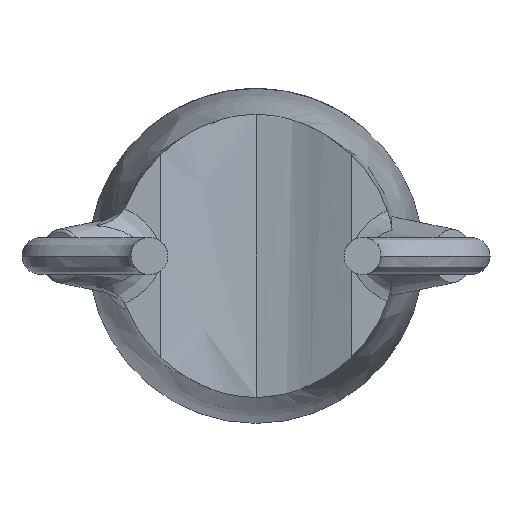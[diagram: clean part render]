
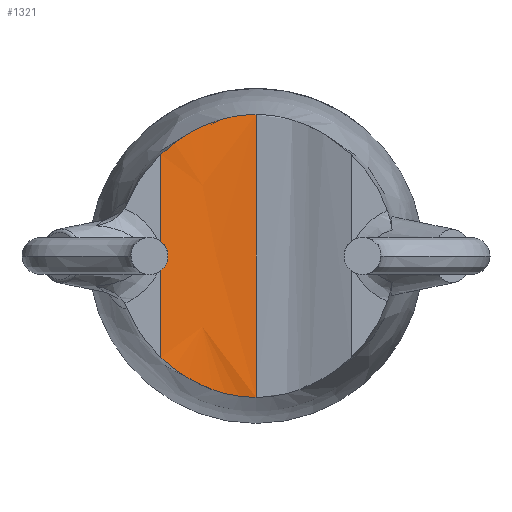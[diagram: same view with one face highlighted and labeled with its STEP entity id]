
A CAD part, front view. The second image highlights one B-rep face of the part: STEP entity #1321.
In plain terms, the highlighted free-form (B-spline) face has degree [3, 1] with [4, 2] control points.
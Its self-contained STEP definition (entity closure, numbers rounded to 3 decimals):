
#242 = VERTEX_POINT ( 'NONE', #672 ) ;
#444 = CARTESIAN_POINT ( 'NONE',  ( 0., 0.382, -2.112 ) ) ;
#484 = CARTESIAN_POINT ( 'NONE',  ( -1.42, 0., 1.516 ) ) ;
#643 = CARTESIAN_POINT ( 'NONE',  ( -0.66, 0.289, -1.997 ) ) ;
#672 = CARTESIAN_POINT ( 'NONE',  ( -1.42, 0., -1.516 ) ) ;
#710 = FACE_OUTER_BOUND ( 'NONE', #817, .T. ) ;
#804 = CARTESIAN_POINT ( 'NONE',  ( 0., 0.382, -2.137 ) ) ;
#817 = EDGE_LOOP ( 'NONE', ( #1219, #2786, #2287, #4618, #1026 ) ) ;
#1026 = ORIENTED_EDGE ( 'NONE', *, *, #5639, .F. ) ;
#1042 = LINE ( 'NONE', #4177, #2357 ) ;
#1219 = ORIENTED_EDGE ( 'NONE', *, *, #4748, .F. ) ;
#1300 = CARTESIAN_POINT ( 'NONE',  ( -0.663, 0.288, 1.996 ) ) ;
#1321 = ADVANCED_FACE ( 'NONE', ( #710 ), #4544, .F. ) ;
#1554 = VECTOR ( 'NONE', #5397, 1000. ) ;
#1603 = B_SPLINE_CURVE_WITH_KNOTS ( 'NONE', 3,
 ( #4636, #2888, #2449, #2420, #643, #3351, #3830, #4729, #5207, #5664 ),
 .UNSPECIFIED., .F., .F.,
 ( 4, 2, 2, 2, 4 ),
 ( 0., 0., 0.001, 0.001, 0.002 ),
 .UNSPECIFIED. ) ;
#1653 = CARTESIAN_POINT ( 'NONE',  ( 0., 0.382, 2.112 ) ) ;
#1756 = CARTESIAN_POINT ( 'NONE',  ( -1.219, 0.05, 1.691 ) ) ;
#1839 = DIRECTION ( 'NONE',  ( 0., 0., 1. ) ) ;
#2287 = ORIENTED_EDGE ( 'NONE', *, *, #2714, .F. ) ;
#2293 = DIRECTION ( 'NONE',  ( 0., 0., 1. ) ) ;
#2332 = VERTEX_POINT ( 'NONE', #5556 ) ;
#2357 = VECTOR ( 'NONE', #2293, 1000. ) ;
#2420 = CARTESIAN_POINT ( 'NONE',  ( -0.534, 0.328, -2.04 ) ) ;
#2449 = CARTESIAN_POINT ( 'NONE',  ( -0.272, 0.373, -2.097 ) ) ;
#2537 = CARTESIAN_POINT ( 'NONE',  ( -1.42, 0., 1.516 ) ) ;
#2538 = EDGE_CURVE ( 'NONE', #242, #2332, #4997, .T. ) ;
#2623 = CARTESIAN_POINT ( 'NONE',  ( -0.138, 0.382, 2.112 ) ) ;
#2687 = EDGE_CURVE ( 'NONE', #4929, #4468, #2798, .T. ) ;
#2703 = CARTESIAN_POINT ( 'NONE',  ( -1.42, 0., -2.5 ) ) ;
#2714 = EDGE_CURVE ( 'NONE', #4929, #242, #1603, .T. ) ;
#2786 = ORIENTED_EDGE ( 'NONE', *, *, #2538, .F. ) ;
#2798 = LINE ( 'NONE', #5055, #5334 ) ;
#2804 = CARTESIAN_POINT ( 'NONE',  ( -0.771, 0.38, -2.137 ) ) ;
#2888 = CARTESIAN_POINT ( 'NONE',  ( -0.138, 0.382, -2.112 ) ) ;
#3351 = CARTESIAN_POINT ( 'NONE',  ( -0.893, 0.193, -1.894 ) ) ;
#3627 = CARTESIAN_POINT ( 'NONE',  ( -0.894, 0.192, 1.893 ) ) ;
#3775 = CARTESIAN_POINT ( 'NONE',  ( -1.42, 0., 2.137 ) ) ;
#3830 = CARTESIAN_POINT ( 'NONE',  ( -1.002, 0.138, -1.834 ) ) ;
#3977 = B_SPLINE_CURVE_WITH_KNOTS ( 'NONE', 3,
 ( #2537, #5381, #1756, #4979, #3627, #1300, #5464, #4501, #2623, #5898 ),
 .UNSPECIFIED., .F., .F.,
 ( 4, 2, 2, 2, 4 ),
 ( 0., 0., 0.001, 0.001, 0.002 ),
 .UNSPECIFIED. ) ;
#4128 = CARTESIAN_POINT ( 'NONE',  ( -0.892, 0.107, -2.137 ) ) ;
#4177 = CARTESIAN_POINT ( 'NONE',  ( -1.42, 0., -2.5 ) ) ;
#4186 = CARTESIAN_POINT ( 'NONE',  ( 0., 0.382, 2.137 ) ) ;
#4247 = CARTESIAN_POINT ( 'NONE',  ( -1.42, 0., -2.137 ) ) ;
#4468 = VERTEX_POINT ( 'NONE', #1653 ) ;
#4501 = CARTESIAN_POINT ( 'NONE',  ( -0.274, 0.373, 2.097 ) ) ;
#4544 = B_SPLINE_SURFACE_WITH_KNOTS ( 'NONE', 3, 1, ( 
 ( #804, #4186 ),
 ( #2804, #5612 ),
 ( #4128, #5980 ),
 ( #4247, #3775 ) ),
 .UNSPECIFIED., .F., .F., .F.,
 ( 4, 4 ),
 ( 2, 2 ),
 ( 0., 1. ),
 ( 0., 1. ),
 .UNSPECIFIED. ) ;
#4618 = ORIENTED_EDGE ( 'NONE', *, *, #2687, .T. ) ;
#4636 = CARTESIAN_POINT ( 'NONE',  ( 0., 0.382, -2.112 ) ) ;
#4729 = CARTESIAN_POINT ( 'NONE',  ( -1.218, 0.051, -1.691 ) ) ;
#4748 = EDGE_CURVE ( 'NONE', #2332, #5388, #1042, .T. ) ;
#4929 = VERTEX_POINT ( 'NONE', #444 ) ;
#4979 = CARTESIAN_POINT ( 'NONE',  ( -1.004, 0.137, 1.833 ) ) ;
#4997 = LINE ( 'NONE', #2703, #1554 ) ;
#5055 = CARTESIAN_POINT ( 'NONE',  ( 0., 0.382, -2.5 ) ) ;
#5207 = CARTESIAN_POINT ( 'NONE',  ( -1.322, 0.02, -1.61 ) ) ;
#5334 = VECTOR ( 'NONE', #1839, 1000. ) ;
#5381 = CARTESIAN_POINT ( 'NONE',  ( -1.322, 0.02, 1.61 ) ) ;
#5388 = VERTEX_POINT ( 'NONE', #484 ) ;
#5397 = DIRECTION ( 'NONE',  ( 0., 0., 1. ) ) ;
#5464 = CARTESIAN_POINT ( 'NONE',  ( -0.54, 0.326, 2.038 ) ) ;
#5556 = CARTESIAN_POINT ( 'NONE',  ( -1.42, 0., 0. ) ) ;
#5612 = CARTESIAN_POINT ( 'NONE',  ( -0.771, 0.38, 2.137 ) ) ;
#5639 = EDGE_CURVE ( 'NONE', #5388, #4468, #3977, .T. ) ;
#5664 = CARTESIAN_POINT ( 'NONE',  ( -1.42, 0., -1.516 ) ) ;
#5898 = CARTESIAN_POINT ( 'NONE',  ( 0., 0.382, 2.112 ) ) ;
#5980 = CARTESIAN_POINT ( 'NONE',  ( -0.892, 0.107, 2.137 ) ) ;
